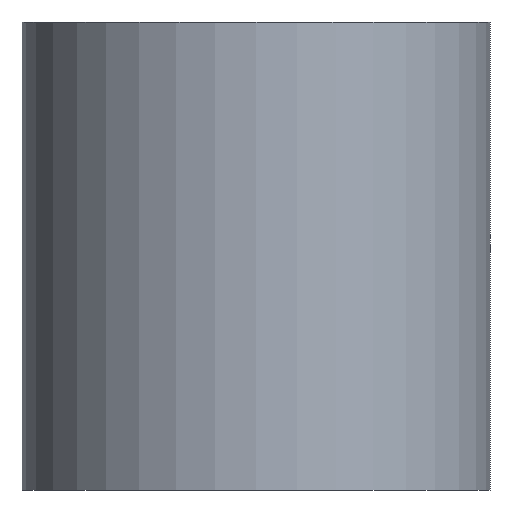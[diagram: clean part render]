
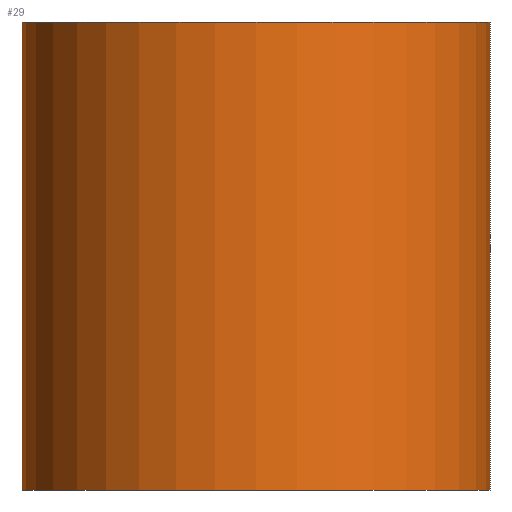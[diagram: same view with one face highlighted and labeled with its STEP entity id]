
A CAD part, front view. The second image highlights one B-rep face of the part: STEP entity #29.
In plain terms, the highlighted cylindrical face has radius 12.5 mm (diameter 25 mm), a partial arc.
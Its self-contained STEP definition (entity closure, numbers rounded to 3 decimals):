
#1 = VERTEX_POINT ( 'NONE', #232 ) ;
#14 = AXIS2_PLACEMENT_3D ( 'NONE', #61, #217, #91 ) ;
#29 = ADVANCED_FACE ( 'NONE', ( #169 ), #119, .T. ) ;
#50 = CARTESIAN_POINT ( 'NONE',  ( 0., 0., 0. ) ) ;
#61 = CARTESIAN_POINT ( 'NONE',  ( 0., 0., 40. ) ) ;
#82 = VECTOR ( 'NONE', #163, 1000. ) ;
#89 = EDGE_CURVE ( 'NONE', #1, #174, #182, .T. ) ;
#91 = DIRECTION ( 'NONE',  ( 1., 0., 0. ) ) ;
#102 = DIRECTION ( 'NONE',  ( 0., 0., 1. ) ) ;
#110 = DIRECTION ( 'NONE',  ( 1., 0., 0. ) ) ;
#112 = CARTESIAN_POINT ( 'NONE',  ( -12.5, 0., 40. ) ) ;
#114 = EDGE_CURVE ( 'NONE', #225, #174, #315, .T. ) ;
#119 = CYLINDRICAL_SURFACE ( 'NONE', #14, 12.5 ) ;
#120 = AXIS2_PLACEMENT_3D ( 'NONE', #126, #102, #246 ) ;
#126 = CARTESIAN_POINT ( 'NONE',  ( 0., 0., 25. ) ) ;
#134 = CARTESIAN_POINT ( 'NONE',  ( 12.5, 0., 0. ) ) ;
#139 = EDGE_CURVE ( 'NONE', #258, #1, #221, .T. ) ;
#150 = CARTESIAN_POINT ( 'NONE',  ( 12.5, 0., 40. ) ) ;
#163 = DIRECTION ( 'NONE',  ( 0., 0., 1. ) ) ;
#169 = FACE_OUTER_BOUND ( 'NONE', #187, .T. ) ;
#171 = AXIS2_PLACEMENT_3D ( 'NONE', #50, #298, #110 ) ;
#172 = EDGE_CURVE ( 'NONE', #258, #225, #255, .T. ) ;
#174 = VERTEX_POINT ( 'NONE', #326 ) ;
#182 = CIRCLE ( 'NONE', #120, 12.5 ) ;
#187 = EDGE_LOOP ( 'NONE', ( #299, #264, #328, #321 ) ) ;
#217 = DIRECTION ( 'NONE',  ( 0., 0., 1. ) ) ;
#221 = LINE ( 'NONE', #112, #82 ) ;
#225 = VERTEX_POINT ( 'NONE', #134 ) ;
#232 = CARTESIAN_POINT ( 'NONE',  ( -12.5, 0., 25. ) ) ;
#246 = DIRECTION ( 'NONE',  ( 1., 0., 0. ) ) ;
#248 = DIRECTION ( 'NONE',  ( 0., 0., 1. ) ) ;
#254 = CARTESIAN_POINT ( 'NONE',  ( -12.5, 0., 0. ) ) ;
#255 = CIRCLE ( 'NONE', #171, 12.5 ) ;
#258 = VERTEX_POINT ( 'NONE', #254 ) ;
#264 = ORIENTED_EDGE ( 'NONE', *, *, #172, .T. ) ;
#297 = VECTOR ( 'NONE', #248, 1000. ) ;
#298 = DIRECTION ( 'NONE',  ( 0., 0., 1. ) ) ;
#299 = ORIENTED_EDGE ( 'NONE', *, *, #139, .F. ) ;
#315 = LINE ( 'NONE', #150, #297 ) ;
#321 = ORIENTED_EDGE ( 'NONE', *, *, #89, .F. ) ;
#326 = CARTESIAN_POINT ( 'NONE',  ( 12.5, 0., 25. ) ) ;
#328 = ORIENTED_EDGE ( 'NONE', *, *, #114, .T. ) ;
